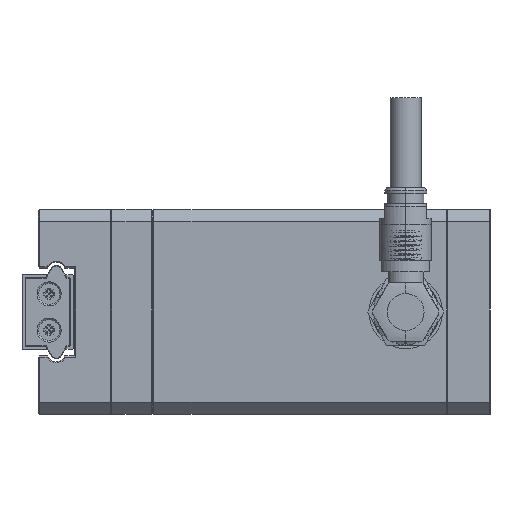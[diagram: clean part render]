
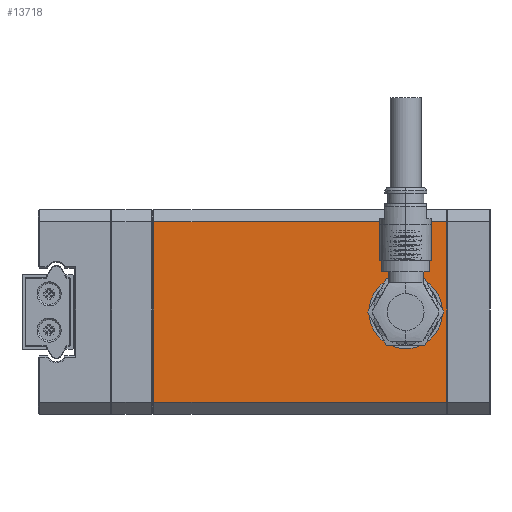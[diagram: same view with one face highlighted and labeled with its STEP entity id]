
A CAD part, left-side view. The second image highlights one B-rep face of the part: STEP entity #13718.
In plain terms, the highlighted planar face has unit normal (-1, 0, 0).
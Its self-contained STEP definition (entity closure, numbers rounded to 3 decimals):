
#83 = CIRCLE ( 'NONE', #108275, 4.55 ) ;
#1232 = EDGE_CURVE ( 'NONE', #141245, #143219, #30114, .T. ) ;
#1322 = ORIENTED_EDGE ( 'NONE', *, *, #41722, .F. ) ;
#2588 = ORIENTED_EDGE ( 'NONE', *, *, #133034, .F. ) ;
#3575 = CARTESIAN_POINT ( 'NONE',  ( -27., 6.35, -1.865 ) ) ;
#5779 = DIRECTION ( 'NONE',  ( 0., 1., 0. ) ) ;
#6727 = PLANE ( 'NONE',  #144297 ) ;
#6884 = ORIENTED_EDGE ( 'NONE', *, *, #125385, .T. ) ;
#7793 = VERTEX_POINT ( 'NONE', #79883 ) ;
#8045 = FACE_BOUND ( 'NONE', #138887, .T. ) ;
#9243 = DIRECTION ( 'NONE',  ( 0., 0., -1. ) ) ;
#9868 = DIRECTION ( 'NONE',  ( 0., 0., 1. ) ) ;
#10825 = CARTESIAN_POINT ( 'NONE',  ( -27., 10.5, 0. ) ) ;
#10846 = VERTEX_POINT ( 'NONE', #34903 ) ;
#11101 = ORIENTED_EDGE ( 'NONE', *, *, #43450, .F. ) ;
#12052 = LINE ( 'NONE', #52744, #53960 ) ;
#12995 = LINE ( 'NONE', #126741, #133508 ) ;
#13718 = ADVANCED_FACE ( 'NONE', ( #8045, #126767 ), #6727, .F. ) ;
#14788 = EDGE_CURVE ( 'NONE', #113625, #7793, #132103, .T. ) ;
#15107 = ORIENTED_EDGE ( 'NONE', *, *, #75053, .T. ) ;
#17344 = CIRCLE ( 'NONE', #74389, 4.55 ) ;
#18503 = CARTESIAN_POINT ( 'NONE',  ( -27., 52.3, -15. ) ) ;
#18591 = VECTOR ( 'NONE', #31729, 1000. ) ;
#20325 = CARTESIAN_POINT ( 'NONE',  ( -27., 52.5, -15. ) ) ;
#24307 = VECTOR ( 'NONE', #33054, 1000. ) ;
#24408 = VERTEX_POINT ( 'NONE', #3575 ) ;
#28013 = VECTOR ( 'NONE', #5779, 1000. ) ;
#28761 = VERTEX_POINT ( 'NONE', #127923 ) ;
#29158 = CARTESIAN_POINT ( 'NONE',  ( -27., 52.5, -17. ) ) ;
#30114 = LINE ( 'NONE', #42950, #56369 ) ;
#31729 = DIRECTION ( 'NONE',  ( 0., -0.568, -0.823 ) ) ;
#32270 = ORIENTED_EDGE ( 'NONE', *, *, #72672, .T. ) ;
#33054 = DIRECTION ( 'NONE',  ( 0., 0.546, -0.838 ) ) ;
#34903 = CARTESIAN_POINT ( 'NONE',  ( -27., 3.7, -15. ) ) ;
#35482 = CARTESIAN_POINT ( 'NONE',  ( -27., 14.65, -1.865 ) ) ;
#38287 = VECTOR ( 'NONE', #101113, 1000. ) ;
#41038 = CARTESIAN_POINT ( 'NONE',  ( -27., 3.7, 15. ) ) ;
#41722 = EDGE_CURVE ( 'NONE', #113625, #118884, #120637, .T. ) ;
#42865 = CARTESIAN_POINT ( 'NONE',  ( -27., 19.478, -5.549 ) ) ;
#42950 = CARTESIAN_POINT ( 'NONE',  ( -27., 14.65, 0. ) ) ;
#43450 = EDGE_CURVE ( 'NONE', #28761, #141245, #111535, .T. ) ;
#44650 = CARTESIAN_POINT ( 'NONE',  ( -27., 10.5, 4.55 ) ) ;
#52744 = CARTESIAN_POINT ( 'NONE',  ( -27., 3.7, -17. ) ) ;
#53960 = VECTOR ( 'NONE', #99521, 1000. ) ;
#56369 = VECTOR ( 'NONE', #9243, 1000. ) ;
#56717 = CARTESIAN_POINT ( 'NONE',  ( -27., 7.287, 3.222 ) ) ;
#57662 = AXIS2_PLACEMENT_3D ( 'NONE', #72864, #116715, #95256 ) ;
#60522 = ORIENTED_EDGE ( 'NONE', *, *, #142057, .T. ) ;
#62472 = CARTESIAN_POINT ( 'NONE',  ( -27., 14.65, 1.865 ) ) ;
#67489 = CARTESIAN_POINT ( 'NONE',  ( -27., 52.3, -15. ) ) ;
#70946 = ORIENTED_EDGE ( 'NONE', *, *, #1232, .F. ) ;
#72672 = EDGE_CURVE ( 'NONE', #10846, #129175, #12052, .T. ) ;
#72864 = CARTESIAN_POINT ( 'NONE',  ( -27., 10.5, 0. ) ) ;
#74140 = DIRECTION ( 'NONE',  ( 0., 0., -1. ) ) ;
#74389 = AXIS2_PLACEMENT_3D ( 'NONE', #10825, #89893, #9868 ) ;
#75053 = EDGE_CURVE ( 'NONE', #106933, #10846, #141474, .T. ) ;
#76180 = EDGE_CURVE ( 'NONE', #118884, #28761, #17344, .T. ) ;
#76428 = DIRECTION ( 'NONE',  ( -1., 0., 0. ) ) ;
#76896 = EDGE_LOOP ( 'NONE', ( #15107, #32270, #6884, #60522 ) ) ;
#76962 = LINE ( 'NONE', #126278, #28013 ) ;
#79883 = CARTESIAN_POINT ( 'NONE',  ( -27., 6.35, 1.865 ) ) ;
#79977 = CARTESIAN_POINT ( 'NONE',  ( -27., 52.3, 15. ) ) ;
#89893 = DIRECTION ( 'NONE',  ( -1., 0., 0. ) ) ;
#91228 = DIRECTION ( 'NONE',  ( 0., 0., -1. ) ) ;
#92680 = VECTOR ( 'NONE', #98416, 1000. ) ;
#95256 = DIRECTION ( 'NONE',  ( 0., 0., 1. ) ) ;
#97849 = CARTESIAN_POINT ( 'NONE',  ( -27., 10.5, 0. ) ) ;
#98416 = DIRECTION ( 'NONE',  ( 0., -1., 0. ) ) ;
#99387 = ORIENTED_EDGE ( 'NONE', *, *, #14788, .T. ) ;
#99521 = DIRECTION ( 'NONE',  ( 0., 0., 1. ) ) ;
#101113 = DIRECTION ( 'NONE',  ( 0., 0., -1. ) ) ;
#106933 = VERTEX_POINT ( 'NONE', #18503 ) ;
#107273 = DIRECTION ( 'NONE',  ( 1., 0., 0. ) ) ;
#108275 = AXIS2_PLACEMENT_3D ( 'NONE', #97849, #76428, #144105 ) ;
#111535 = LINE ( 'NONE', #42865, #24307 ) ;
#113625 = VERTEX_POINT ( 'NONE', #56717 ) ;
#116715 = DIRECTION ( 'NONE',  ( -1., 0., 0. ) ) ;
#118884 = VERTEX_POINT ( 'NONE', #44650 ) ;
#120192 = EDGE_CURVE ( 'NONE', #7793, #24408, #12995, .T. ) ;
#120637 = CIRCLE ( 'NONE', #57662, 4.55 ) ;
#121962 = LINE ( 'NONE', #67489, #38287 ) ;
#125385 = EDGE_CURVE ( 'NONE', #129175, #129500, #76962, .T. ) ;
#126278 = CARTESIAN_POINT ( 'NONE',  ( -27., 52.5, 15. ) ) ;
#126741 = CARTESIAN_POINT ( 'NONE',  ( -27., 6.35, 0. ) ) ;
#126767 = FACE_OUTER_BOUND ( 'NONE', #76896, .T. ) ;
#127923 = CARTESIAN_POINT ( 'NONE',  ( -27., 13.885, 3.041 ) ) ;
#129175 = VERTEX_POINT ( 'NONE', #41038 ) ;
#129500 = VERTEX_POINT ( 'NONE', #79977 ) ;
#130446 = ORIENTED_EDGE ( 'NONE', *, *, #120192, .T. ) ;
#130767 = CARTESIAN_POINT ( 'NONE',  ( -27., 12.473, 10.728 ) ) ;
#132103 = LINE ( 'NONE', #130767, #18591 ) ;
#133034 = EDGE_CURVE ( 'NONE', #143219, #24408, #83, .T. ) ;
#133508 = VECTOR ( 'NONE', #91228, 1000. ) ;
#138245 = ORIENTED_EDGE ( 'NONE', *, *, #76180, .F. ) ;
#138887 = EDGE_LOOP ( 'NONE', ( #11101, #138245, #1322, #99387, #130446, #2588, #70946 ) ) ;
#141245 = VERTEX_POINT ( 'NONE', #62472 ) ;
#141474 = LINE ( 'NONE', #20325, #92680 ) ;
#142057 = EDGE_CURVE ( 'NONE', #129500, #106933, #121962, .T. ) ;
#143219 = VERTEX_POINT ( 'NONE', #35482 ) ;
#144105 = DIRECTION ( 'NONE',  ( 0., 0., 1. ) ) ;
#144297 = AXIS2_PLACEMENT_3D ( 'NONE', #29158, #107273, #74140 ) ;
